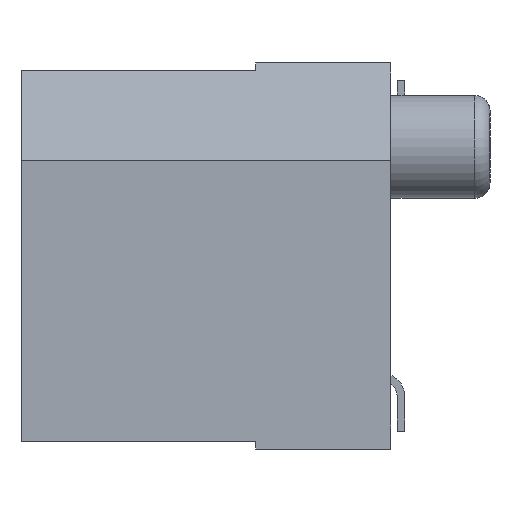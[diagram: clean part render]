
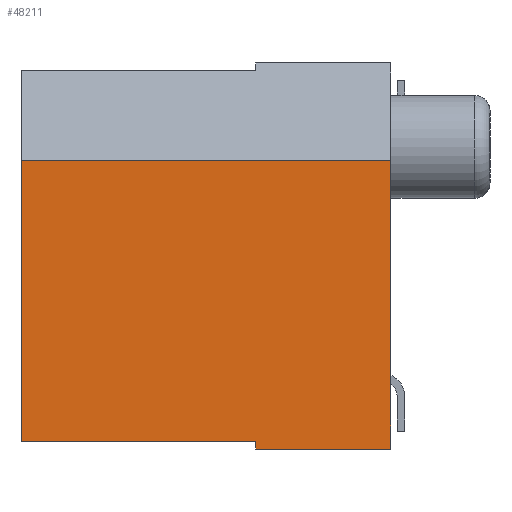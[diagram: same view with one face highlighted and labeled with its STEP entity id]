
A CAD part, left-side view. The second image highlights one B-rep face of the part: STEP entity #48211.
In plain terms, the highlighted planar face has unit normal (-1, 0, 0).
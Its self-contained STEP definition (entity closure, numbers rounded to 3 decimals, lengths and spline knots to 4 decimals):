
#11270=ORIENTED_EDGE('',*,*,#20404,.T.);
#11271=ORIENTED_EDGE('',*,*,#20405,.T.);
#11272=ORIENTED_EDGE('',*,*,#20401,.T.);
#11273=ORIENTED_EDGE('',*,*,#19399,.T.);
#11274=ORIENTED_EDGE('',*,*,#20406,.F.);
#11275=ORIENTED_EDGE('',*,*,#20407,.F.);
#19399=EDGE_CURVE('',#24915,#24914,#30684,.T.);
#20401=EDGE_CURVE('',#25515,#24915,#31686,.T.);
#20404=EDGE_CURVE('',#25517,#25518,#31689,.T.);
#20405=EDGE_CURVE('',#25518,#25515,#31690,.T.);
#20406=EDGE_CURVE('',#25519,#24914,#31691,.T.);
#20407=EDGE_CURVE('',#25517,#25519,#31692,.T.);
#24914=VERTEX_POINT('',#73117);
#24915=VERTEX_POINT('',#73119);
#25515=VERTEX_POINT('',#75022);
#25517=VERTEX_POINT('',#75028);
#25518=VERTEX_POINT('',#75029);
#25519=VERTEX_POINT('',#75032);
#30684=LINE('',#73118,#37284);
#31686=LINE('',#75021,#38286);
#31689=LINE('',#75027,#38289);
#31690=LINE('',#75030,#38290);
#31691=LINE('',#75031,#38291);
#31692=LINE('',#75033,#38292);
#37284=VECTOR('',#59674,1000.);
#38286=VECTOR('',#61278,1000.);
#38289=VECTOR('',#61283,1000.);
#38290=VECTOR('',#61284,1000.);
#38291=VECTOR('',#61285,1000.);
#38292=VECTOR('',#61286,1000.);
#41370=EDGE_LOOP('',(#11270,#11271,#11272,#11273,#11274,#11275));
#43722=FACE_BOUND('',#41370,.T.);
#45872=PLANE('',#50988);
#48211=ADVANCED_FACE('',(#43722),#45872,.F.);
#50988=AXIS2_PLACEMENT_3D('',#75026,#61281,#61282);
#59674=DIRECTION('',(0.,0.,1.));
#61278=DIRECTION('',(0.,-1.,0.));
#61281=DIRECTION('',(1.,0.,0.));
#61282=DIRECTION('',(0.,0.,-1.));
#61283=DIRECTION('',(0.,-1.,0.));
#61284=DIRECTION('',(0.,0.,-1.));
#61285=DIRECTION('',(0.,-1.,0.));
#61286=DIRECTION('',(0.,0.,1.));
#73117=CARTESIAN_POINT('',(-15.9,0.,1.225));
#73118=CARTESIAN_POINT('',(-15.9,0.,-2.475));
#73119=CARTESIAN_POINT('',(-15.9,0.,-2.475));
#75021=CARTESIAN_POINT('',(-15.9,4.73,-2.475));
#75022=CARTESIAN_POINT('',(-15.9,1.73,-2.475));
#75026=CARTESIAN_POINT('',(-15.9,4.73,-2.475));
#75027=CARTESIAN_POINT('',(-15.9,6.46,-2.375));
#75028=CARTESIAN_POINT('',(-15.9,4.73,-2.375));
#75029=CARTESIAN_POINT('',(-15.9,1.73,-2.375));
#75030=CARTESIAN_POINT('',(-15.9,1.73,-2.375));
#75031=CARTESIAN_POINT('',(-15.9,4.73,1.225));
#75032=CARTESIAN_POINT('',(-15.9,4.73,1.225));
#75033=CARTESIAN_POINT('',(-15.9,4.73,-2.475));
